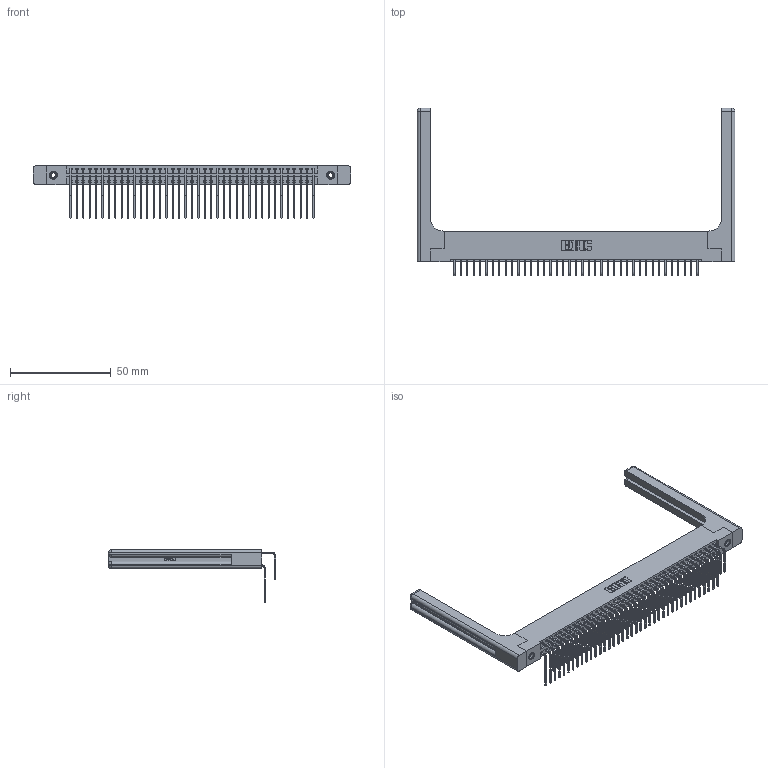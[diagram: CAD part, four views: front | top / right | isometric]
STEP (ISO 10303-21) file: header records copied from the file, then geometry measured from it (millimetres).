
FILE_DESCRIPTION (( 'STEP AP203' ), '1' );
FILE_NAME ('396-078-558-258.STEP', '2019-11-03T12:17:36', ( '' ), ( '' ), 'SwSTEP 2.0', 'SolidWorks 2016', '' );
FILE_SCHEMA (( 'CONFIG_CONTROL_DESIGN' ));
Length unit declared in the file: inch
Products named in the file (6): 345-292-001_558 559 Tail - 1; 346-220-058_345-220-058; 345-292-001_558 Tail - 2; 396-078-558-258; 346 Part_Flush Mounting Lugs - 0.156 Dia-TH; 345-250-001_345-250-001-102
Assembly tree (83 placements, depth 2):
  396-078-558-258
    346 Part_Flush Mounting Lugs - 0.156 Dia-TH
    345-292-001_558 559 Tail - 1  x39
    345-292-001_558 Tail - 2  x39
    345-250-001_345-250-001-102  x2
    346-220-058_345-220-058  x2
Bounding box: 157.89 x 83.12 x 26.16 mm (x, y, z)
Volume: 23316.8 mm3; surface area: 28833.4 mm2
Topology: 83 solids, 83 shells, 4590 faces, 13553 edges, 8910 vertices
Faces by surface type: plane 3110, cylinder 1420, bspline 36, cone 12, sphere 8, torus 4
Entity records: 32822 total; most frequent: CARTESIAN_POINT 6472, ORIENTED_EDGE 5152, DIRECTION 4660, EDGE_CURVE 2576, LINE 2156, VECTOR 2156, VERTEX_POINT 1706, AXIS2_PLACEMENT_3D 1252
